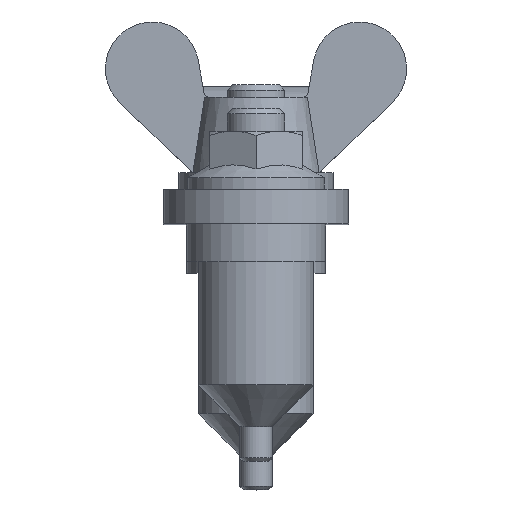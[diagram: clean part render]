
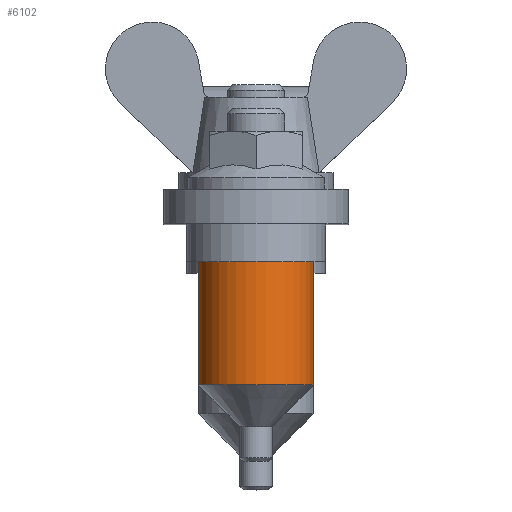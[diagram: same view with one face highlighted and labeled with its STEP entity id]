
A CAD part, top view. The second image highlights one B-rep face of the part: STEP entity #6102.
In plain terms, the highlighted cylindrical face has radius 5 mm (diameter 10 mm), a full revolution.
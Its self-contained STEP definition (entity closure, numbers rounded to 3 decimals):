
#248 = EDGE_CURVE ( 'NONE', #1658, #1658, #5282, .T. ) ;
#292 = ORIENTED_EDGE ( 'NONE', *, *, #248, .F. ) ;
#830 = FACE_OUTER_BOUND ( 'NONE', #5323, .T. ) ;
#931 = CARTESIAN_POINT ( 'NONE',  ( 0., 6.6, 0. ) ) ;
#1125 = CARTESIAN_POINT ( 'NONE',  ( -5., 6.6, 0. ) ) ;
#1338 = AXIS2_PLACEMENT_3D ( 'NONE', #9893, #13914, #5982 ) ;
#1658 = VERTEX_POINT ( 'NONE', #16934 ) ;
#2633 = EDGE_CURVE ( 'NONE', #6477, #6477, #16913, .T. ) ;
#5282 = CIRCLE ( 'NONE', #1338, 5. ) ;
#5323 = EDGE_LOOP ( 'NONE', ( #12503 ) ) ;
#5759 = AXIS2_PLACEMENT_3D ( 'NONE', #931, #8927, #9852 ) ;
#5982 = DIRECTION ( 'NONE',  ( -1., 0., 0. ) ) ;
#6102 = ADVANCED_FACE ( 'NONE', ( #13289, #830 ), #16619, .T. ) ;
#6477 = VERTEX_POINT ( 'NONE', #1125 ) ;
#8927 = DIRECTION ( 'NONE',  ( 0., 1., 0. ) ) ;
#9298 = AXIS2_PLACEMENT_3D ( 'NONE', #13174, #10591, #11894 ) ;
#9365 = EDGE_LOOP ( 'NONE', ( #292 ) ) ;
#9852 = DIRECTION ( 'NONE',  ( -1., 0., 0. ) ) ;
#9893 = CARTESIAN_POINT ( 'NONE',  ( 0., 17.25, 0. ) ) ;
#10591 = DIRECTION ( 'NONE',  ( 0., 1., 0. ) ) ;
#11894 = DIRECTION ( 'NONE',  ( -1., 0., 0. ) ) ;
#12503 = ORIENTED_EDGE ( 'NONE', *, *, #2633, .T. ) ;
#13174 = CARTESIAN_POINT ( 'NONE',  ( 0., 30.5, 0. ) ) ;
#13289 = FACE_OUTER_BOUND ( 'NONE', #9365, .T. ) ;
#13914 = DIRECTION ( 'NONE',  ( 0., 1., 0. ) ) ;
#16619 = CYLINDRICAL_SURFACE ( 'NONE', #9298, 5. ) ;
#16913 = CIRCLE ( 'NONE', #5759, 5. ) ;
#16934 = CARTESIAN_POINT ( 'NONE',  ( -5., 17.25, 0. ) ) ;
